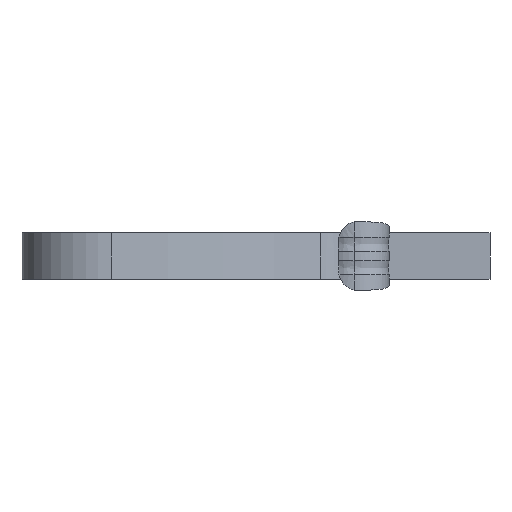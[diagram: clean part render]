
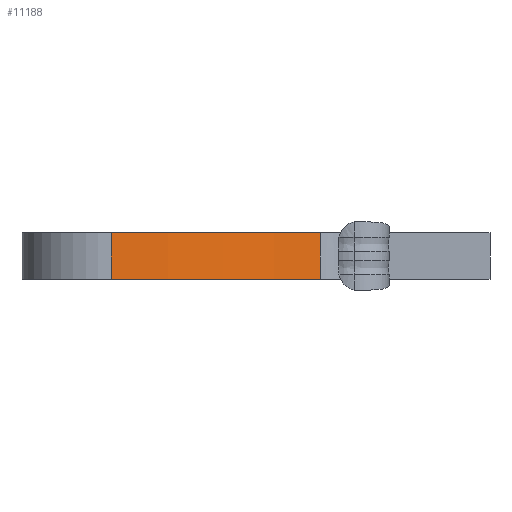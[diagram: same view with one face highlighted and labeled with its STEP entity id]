
A CAD part, left-side view. The second image highlights one B-rep face of the part: STEP entity #11188.
In plain terms, the highlighted cylindrical face has radius 95.95 mm (diameter 191.9 mm), a partial arc.
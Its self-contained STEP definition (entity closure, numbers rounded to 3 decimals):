
#1050 = VERTEX_POINT ( 'NONE', #15751 ) ;
#2054 = AXIS2_PLACEMENT_3D ( 'NONE', #12227, #5237, #15113 ) ;
#2853 = CARTESIAN_POINT ( 'NONE',  ( 38.094, 106.434, -6. ) ) ;
#2983 = DIRECTION ( 'NONE',  ( 0., 0., 1. ) ) ;
#3617 = CARTESIAN_POINT ( 'NONE',  ( -34.406, 43.583, 6. ) ) ;
#3926 = EDGE_CURVE ( 'NONE', #14569, #14715, #6053, .T. ) ;
#4774 = LINE ( 'NONE', #5841, #11631 ) ;
#4819 = DIRECTION ( 'NONE',  ( 0., 0., 1. ) ) ;
#5056 = AXIS2_PLACEMENT_3D ( 'NONE', #16186, #10684, #7777 ) ;
#5237 = DIRECTION ( 'NONE',  ( 0., 0., -1. ) ) ;
#5500 = ORIENTED_EDGE ( 'NONE', *, *, #13146, .T. ) ;
#5622 = ORIENTED_EDGE ( 'NONE', *, *, #17548, .F. ) ;
#5841 = CARTESIAN_POINT ( 'NONE',  ( -57.4, 97.09, -6. ) ) ;
#6053 = LINE ( 'NONE', #14377, #14412 ) ;
#6446 = ORIENTED_EDGE ( 'NONE', *, *, #9590, .F. ) ;
#7163 = DIRECTION ( 'NONE',  ( 0., 0., 1. ) ) ;
#7333 = CARTESIAN_POINT ( 'NONE',  ( -34.406, 43.583, -6. ) ) ;
#7777 = DIRECTION ( 'NONE',  ( -0.995, -0.097, 0. ) ) ;
#8258 = AXIS2_PLACEMENT_3D ( 'NONE', #2853, #7163, #8460 ) ;
#8460 = DIRECTION ( 'NONE',  ( -0.995, -0.097, 0. ) ) ;
#9590 = EDGE_CURVE ( 'NONE', #1050, #14715, #16731, .T. ) ;
#9591 = CARTESIAN_POINT ( 'NONE',  ( -57.4, 97.09, -6. ) ) ;
#10684 = DIRECTION ( 'NONE',  ( 0., 0., 1. ) ) ;
#11188 = ADVANCED_FACE ( 'NONE', ( #11918 ), #12374, .T. ) ;
#11631 = VECTOR ( 'NONE', #4819, 1000. ) ;
#11918 = FACE_OUTER_BOUND ( 'NONE', #14343, .T. ) ;
#12227 = CARTESIAN_POINT ( 'NONE',  ( 38.094, 106.434, 0. ) ) ;
#12374 = CYLINDRICAL_SURFACE ( 'NONE', #2054, 95.95 ) ;
#12420 = VERTEX_POINT ( 'NONE', #9591 ) ;
#12991 = CIRCLE ( 'NONE', #8258, 95.95 ) ;
#13146 = EDGE_CURVE ( 'NONE', #12420, #14569, #12991, .T. ) ;
#14058 = ORIENTED_EDGE ( 'NONE', *, *, #3926, .T. ) ;
#14343 = EDGE_LOOP ( 'NONE', ( #6446, #5622, #5500, #14058 ) ) ;
#14377 = CARTESIAN_POINT ( 'NONE',  ( -34.406, 43.583, -6. ) ) ;
#14412 = VECTOR ( 'NONE', #2983, 1000. ) ;
#14569 = VERTEX_POINT ( 'NONE', #7333 ) ;
#14715 = VERTEX_POINT ( 'NONE', #3617 ) ;
#15113 = DIRECTION ( 'NONE',  ( 1., 0., 0. ) ) ;
#15751 = CARTESIAN_POINT ( 'NONE',  ( -57.4, 97.09, 6. ) ) ;
#16186 = CARTESIAN_POINT ( 'NONE',  ( 38.094, 106.434, 6. ) ) ;
#16731 = CIRCLE ( 'NONE', #5056, 95.95 ) ;
#17548 = EDGE_CURVE ( 'NONE', #12420, #1050, #4774, .T. ) ;
